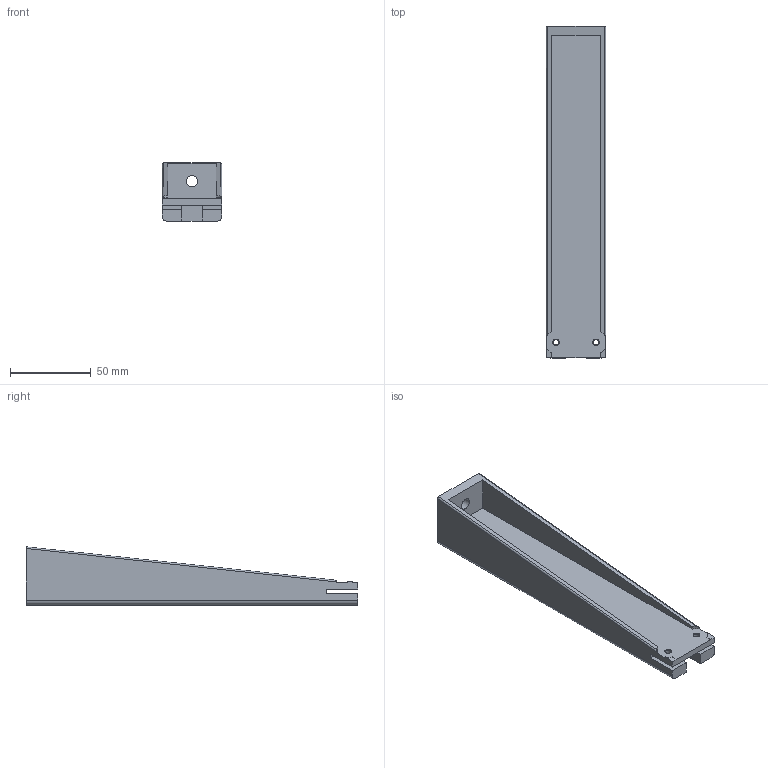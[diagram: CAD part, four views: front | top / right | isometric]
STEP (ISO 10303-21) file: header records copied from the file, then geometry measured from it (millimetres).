
FILE_DESCRIPTION(('FreeCAD Model'),'2;1');
FILE_NAME('Open CASCADE Shape Model','2025-02-03T16:21:07',(''),(''), 'Open CASCADE STEP processor 7.8','FreeCAD','Unknown');
FILE_SCHEMA(('AUTOMOTIVE_DESIGN { 1 0 10303 214 1 1 1 1 }'));
Length unit declared in the file: millimetre
Products named in the file (1): Body
Bounding box: 36.9 x 205 x 36 mm (x, y, z)
Volume: 118591.7 mm3; surface area: 32979.2 mm2
Topology: 1 solids, 1 shells, 49 faces, 125 edges, 80 vertices
Faces by surface type: plane 26, cylinder 13, cone 10
Full cylindrical faces by diameter (mm): 3.3 x4, 7 x1
Entity records: 1561 total; most frequent: CARTESIAN_POINT 307, DIRECTION 257, ORIENTED_EDGE 250, EDGE_CURVE 125, AXIS2_PLACEMENT_3D 86, LINE 85, VECTOR 85, VERTEX_POINT 80
